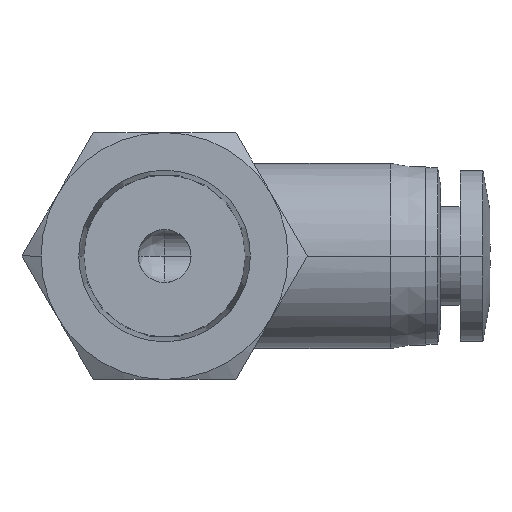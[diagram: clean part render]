
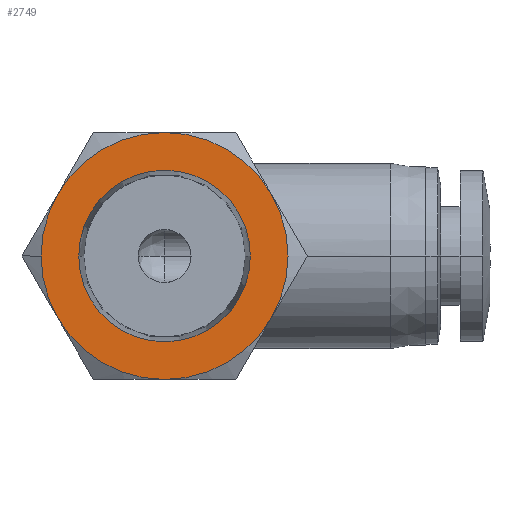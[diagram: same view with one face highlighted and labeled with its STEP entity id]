
A CAD part, front view. The second image highlights one B-rep face of the part: STEP entity #2749.
In plain terms, the highlighted planar face has unit normal (0, -1, 0).
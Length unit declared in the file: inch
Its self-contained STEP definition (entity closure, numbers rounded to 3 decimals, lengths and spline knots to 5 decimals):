
#6 = EDGE_CURVE ( 'NONE', #3173, #714, #3097, .T. ) ;
#31 = DIRECTION ( 'NONE',  ( 0., -1., 0. ) ) ;
#39 = DIRECTION ( 'NONE',  ( -1., 0., 0. ) ) ;
#199 = EDGE_LOOP ( 'NONE', ( #3140, #1846 ) ) ;
#208 = AXIS2_PLACEMENT_3D ( 'NONE', #628, #2452, #901 ) ;
#217 = CARTESIAN_POINT ( 'NONE',  ( -0.23867, -0.43307, 0.1378 ) ) ;
#243 = AXIS2_PLACEMENT_3D ( 'NONE', #2106, #1456, #2605 ) ;
#259 = DIRECTION ( 'NONE',  ( 1., 0., 0. ) ) ;
#261 = DIRECTION ( 'NONE',  ( 0., 1., 0. ) ) ;
#273 = CARTESIAN_POINT ( 'NONE',  ( 0., -0.43307, 0. ) ) ;
#301 = EDGE_CURVE ( 'NONE', #1088, #1844, #2087, .T. ) ;
#376 = EDGE_CURVE ( 'NONE', #714, #3173, #978, .T. ) ;
#384 = AXIS2_PLACEMENT_3D ( 'NONE', #1476, #1460, #1451 ) ;
#438 = CARTESIAN_POINT ( 'NONE',  ( -0.23867, -0.43307, -0.1378 ) ) ;
#628 = CARTESIAN_POINT ( 'NONE',  ( 0.1378, -0.43307, 0. ) ) ;
#714 = VERTEX_POINT ( 'NONE', #3109 ) ;
#808 = CIRCLE ( 'NONE', #3077, 0.27559 ) ;
#901 = DIRECTION ( 'NONE',  ( 0., 0., -1. ) ) ;
#928 = CARTESIAN_POINT ( 'NONE',  ( 0.23867, -0.43307, -0.1378 ) ) ;
#929 = VERTEX_POINT ( 'NONE', #1603 ) ;
#931 = EDGE_CURVE ( 'NONE', #2845, #2981, #2878, .T. ) ;
#978 = CIRCLE ( 'NONE', #1196, 0.1915 ) ;
#995 = DIRECTION ( 'NONE',  ( -1., 0., 0. ) ) ;
#1021 = DIRECTION ( 'NONE',  ( 0., -1., 0. ) ) ;
#1028 = CARTESIAN_POINT ( 'NONE',  ( 0., -0.43307, 0. ) ) ;
#1033 = AXIS2_PLACEMENT_3D ( 'NONE', #1579, #3282, #1827 ) ;
#1044 = CARTESIAN_POINT ( 'NONE',  ( 0., -0.43307, 0. ) ) ;
#1088 = VERTEX_POINT ( 'NONE', #217 ) ;
#1150 = PLANE ( 'NONE',  #208 ) ;
#1196 = AXIS2_PLACEMENT_3D ( 'NONE', #273, #261, #259 ) ;
#1277 = ORIENTED_EDGE ( 'NONE', *, *, #301, .T. ) ;
#1327 = DIRECTION ( 'NONE',  ( -1., 0., 0. ) ) ;
#1337 = AXIS2_PLACEMENT_3D ( 'NONE', #3139, #1671, #39 ) ;
#1357 = EDGE_CURVE ( 'NONE', #2981, #929, #2181, .T. ) ;
#1381 = CIRCLE ( 'NONE', #1033, 0.27559 ) ;
#1425 = ORIENTED_EDGE ( 'NONE', *, *, #2713, .T. ) ;
#1451 = DIRECTION ( 'NONE',  ( -1., 0., 0. ) ) ;
#1456 = DIRECTION ( 'NONE',  ( 0., 1., 0. ) ) ;
#1460 = DIRECTION ( 'NONE',  ( 0., -1., 0. ) ) ;
#1467 = AXIS2_PLACEMENT_3D ( 'NONE', #1514, #3233, #1772 ) ;
#1470 = EDGE_CURVE ( 'NONE', #2149, #2845, #1381, .T. ) ;
#1476 = CARTESIAN_POINT ( 'NONE',  ( 0., -0.43307, 0. ) ) ;
#1514 = CARTESIAN_POINT ( 'NONE',  ( 0., -0.43307, 0. ) ) ;
#1537 = FACE_OUTER_BOUND ( 'NONE', #2777, .T. ) ;
#1542 = EDGE_CURVE ( 'NONE', #929, #1088, #1669, .T. ) ;
#1560 = CARTESIAN_POINT ( 'NONE',  ( -0.1915, -0.43307, 0. ) ) ;
#1579 = CARTESIAN_POINT ( 'NONE',  ( 0., -0.43307, 0. ) ) ;
#1584 = FACE_BOUND ( 'NONE', #199, .T. ) ;
#1603 = CARTESIAN_POINT ( 'NONE',  ( 0., -0.43307, 0.27559 ) ) ;
#1659 = CARTESIAN_POINT ( 'NONE',  ( 0., -0.43307, 0. ) ) ;
#1669 = CIRCLE ( 'NONE', #1337, 0.27559 ) ;
#1671 = DIRECTION ( 'NONE',  ( 0., -1., 0. ) ) ;
#1709 = ORIENTED_EDGE ( 'NONE', *, *, #931, .T. ) ;
#1762 = CARTESIAN_POINT ( 'NONE',  ( 0.23867, -0.43307, 0.1378 ) ) ;
#1772 = DIRECTION ( 'NONE',  ( -1., 0., 0. ) ) ;
#1805 = ORIENTED_EDGE ( 'NONE', *, *, #1470, .T. ) ;
#1827 = DIRECTION ( 'NONE',  ( -1., 0., 0. ) ) ;
#1844 = VERTEX_POINT ( 'NONE', #2473 ) ;
#1846 = ORIENTED_EDGE ( 'NONE', *, *, #6, .T. ) ;
#1919 = DIRECTION ( 'NONE',  ( -1., 0., 0. ) ) ;
#1994 = VERTEX_POINT ( 'NONE', #438 ) ;
#2087 = CIRCLE ( 'NONE', #3276, 0.27559 ) ;
#2106 = CARTESIAN_POINT ( 'NONE',  ( 0., -0.43307, 0. ) ) ;
#2149 = VERTEX_POINT ( 'NONE', #3296 ) ;
#2154 = EDGE_CURVE ( 'NONE', #1994, #2149, #2862, .T. ) ;
#2181 = CIRCLE ( 'NONE', #1467, 0.27559 ) ;
#2452 = DIRECTION ( 'NONE',  ( 0., -1., 0. ) ) ;
#2473 = CARTESIAN_POINT ( 'NONE',  ( -0.27559, -0.43307, 0. ) ) ;
#2605 = DIRECTION ( 'NONE',  ( 1., 0., 0. ) ) ;
#2673 = ORIENTED_EDGE ( 'NONE', *, *, #2154, .T. ) ;
#2713 = EDGE_CURVE ( 'NONE', #1844, #1994, #808, .T. ) ;
#2749 = ADVANCED_FACE ( 'NONE', ( #1584, #1537 ), #1150, .T. ) ;
#2777 = EDGE_LOOP ( 'NONE', ( #2673, #1805, #1709, #3065, #3096, #1277, #1425 ) ) ;
#2834 = DIRECTION ( 'NONE',  ( 0., -1., 0. ) ) ;
#2845 = VERTEX_POINT ( 'NONE', #928 ) ;
#2862 = CIRCLE ( 'NONE', #2986, 0.27559 ) ;
#2878 = CIRCLE ( 'NONE', #384, 0.27559 ) ;
#2981 = VERTEX_POINT ( 'NONE', #1762 ) ;
#2986 = AXIS2_PLACEMENT_3D ( 'NONE', #1044, #2834, #1327 ) ;
#3065 = ORIENTED_EDGE ( 'NONE', *, *, #1357, .T. ) ;
#3077 = AXIS2_PLACEMENT_3D ( 'NONE', #1659, #31, #1919 ) ;
#3096 = ORIENTED_EDGE ( 'NONE', *, *, #1542, .T. ) ;
#3097 = CIRCLE ( 'NONE', #243, 0.1915 ) ;
#3109 = CARTESIAN_POINT ( 'NONE',  ( 0.1915, -0.43307, 0. ) ) ;
#3139 = CARTESIAN_POINT ( 'NONE',  ( 0., -0.43307, 0. ) ) ;
#3140 = ORIENTED_EDGE ( 'NONE', *, *, #376, .T. ) ;
#3173 = VERTEX_POINT ( 'NONE', #1560 ) ;
#3233 = DIRECTION ( 'NONE',  ( 0., -1., 0. ) ) ;
#3276 = AXIS2_PLACEMENT_3D ( 'NONE', #1028, #1021, #995 ) ;
#3282 = DIRECTION ( 'NONE',  ( 0., -1., 0. ) ) ;
#3296 = CARTESIAN_POINT ( 'NONE',  ( 0., -0.43307, -0.27559 ) ) ;
